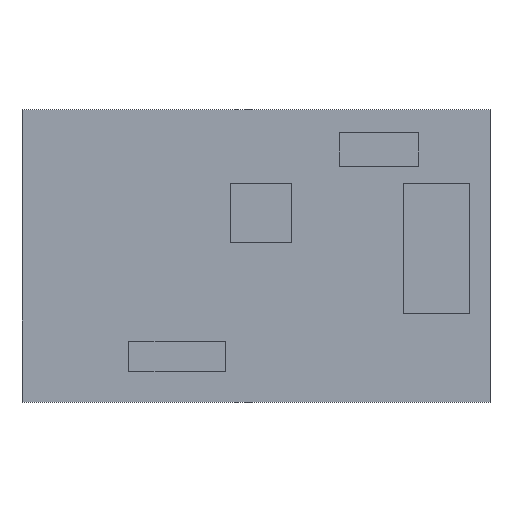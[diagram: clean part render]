
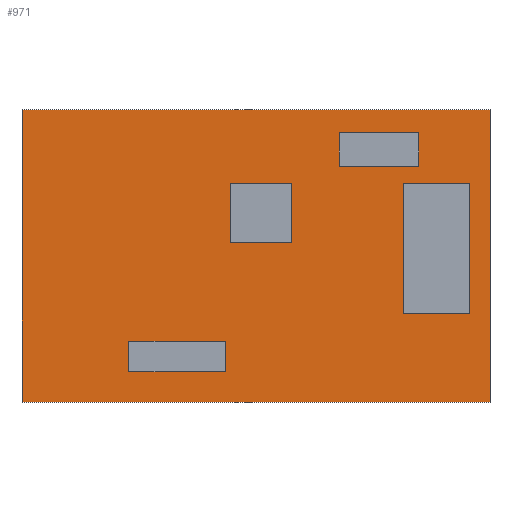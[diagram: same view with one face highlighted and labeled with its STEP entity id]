
A CAD part, top view. The second image highlights one B-rep face of the part: STEP entity #971.
In plain terms, the highlighted planar face has unit normal (0, 0, 1).
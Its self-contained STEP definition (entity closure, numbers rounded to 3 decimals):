
#21=FACE_BOUND('',#125,.T.);
#22=FACE_BOUND('',#126,.T.);
#23=FACE_BOUND('',#127,.T.);
#24=FACE_BOUND('',#128,.T.);
#71=FACE_OUTER_BOUND('',#124,.T.);
#124=EDGE_LOOP('',(#851,#852,#853,#854));
#125=EDGE_LOOP('',(#855,#856,#857,#858));
#126=EDGE_LOOP('',(#859,#860,#861,#862));
#127=EDGE_LOOP('',(#863,#864,#865,#866));
#128=EDGE_LOOP('',(#867,#868,#869,#870));
#199=LINE('',#1391,#331);
#203=LINE('',#1398,#335);
#206=LINE('',#1404,#338);
#208=LINE('',#1407,#340);
#211=LINE('',#1415,#343);
#215=LINE('',#1422,#347);
#218=LINE('',#1428,#350);
#220=LINE('',#1431,#352);
#223=LINE('',#1439,#355);
#227=LINE('',#1446,#359);
#230=LINE('',#1452,#362);
#232=LINE('',#1455,#364);
#235=LINE('',#1463,#367);
#239=LINE('',#1470,#371);
#242=LINE('',#1476,#374);
#244=LINE('',#1479,#376);
#253=LINE('',#1499,#385);
#256=LINE('',#1505,#388);
#259=LINE('',#1511,#391);
#262=LINE('',#1515,#394);
#331=VECTOR('',#1136,10.);
#335=VECTOR('',#1142,10.);
#338=VECTOR('',#1147,10.);
#340=VECTOR('',#1151,10.);
#343=VECTOR('',#1156,10.);
#347=VECTOR('',#1162,10.);
#350=VECTOR('',#1167,10.);
#352=VECTOR('',#1171,10.);
#355=VECTOR('',#1176,10.);
#359=VECTOR('',#1182,10.);
#362=VECTOR('',#1187,10.);
#364=VECTOR('',#1191,10.);
#367=VECTOR('',#1196,10.);
#371=VECTOR('',#1202,10.);
#374=VECTOR('',#1207,10.);
#376=VECTOR('',#1211,10.);
#385=VECTOR('',#1230,10.);
#388=VECTOR('',#1235,10.);
#391=VECTOR('',#1240,10.);
#394=VECTOR('',#1245,10.);
#443=VERTEX_POINT('',#1388);
#444=VERTEX_POINT('',#1390);
#446=VERTEX_POINT('',#1396);
#448=VERTEX_POINT('',#1402);
#451=VERTEX_POINT('',#1412);
#452=VERTEX_POINT('',#1414);
#454=VERTEX_POINT('',#1420);
#456=VERTEX_POINT('',#1426);
#459=VERTEX_POINT('',#1436);
#460=VERTEX_POINT('',#1438);
#462=VERTEX_POINT('',#1444);
#464=VERTEX_POINT('',#1450);
#467=VERTEX_POINT('',#1460);
#468=VERTEX_POINT('',#1462);
#470=VERTEX_POINT('',#1468);
#472=VERTEX_POINT('',#1474);
#477=VERTEX_POINT('',#1496);
#478=VERTEX_POINT('',#1498);
#480=VERTEX_POINT('',#1504);
#482=VERTEX_POINT('',#1510);
#551=EDGE_CURVE('',#444,#443,#199,.T.);
#555=EDGE_CURVE('',#443,#446,#203,.T.);
#558=EDGE_CURVE('',#446,#448,#206,.T.);
#560=EDGE_CURVE('',#448,#444,#208,.T.);
#563=EDGE_CURVE('',#452,#451,#211,.T.);
#567=EDGE_CURVE('',#451,#454,#215,.T.);
#570=EDGE_CURVE('',#454,#456,#218,.T.);
#572=EDGE_CURVE('',#456,#452,#220,.T.);
#575=EDGE_CURVE('',#460,#459,#223,.T.);
#579=EDGE_CURVE('',#459,#462,#227,.T.);
#582=EDGE_CURVE('',#462,#464,#230,.T.);
#584=EDGE_CURVE('',#464,#460,#232,.T.);
#587=EDGE_CURVE('',#468,#467,#235,.T.);
#591=EDGE_CURVE('',#467,#470,#239,.T.);
#594=EDGE_CURVE('',#470,#472,#242,.T.);
#596=EDGE_CURVE('',#472,#468,#244,.T.);
#605=EDGE_CURVE('',#478,#477,#253,.T.);
#608=EDGE_CURVE('',#480,#478,#256,.T.);
#611=EDGE_CURVE('',#482,#480,#259,.T.);
#614=EDGE_CURVE('',#477,#482,#262,.T.);
#851=ORIENTED_EDGE('',*,*,#614,.T.);
#852=ORIENTED_EDGE('',*,*,#611,.T.);
#853=ORIENTED_EDGE('',*,*,#608,.T.);
#854=ORIENTED_EDGE('',*,*,#605,.T.);
#855=ORIENTED_EDGE('',*,*,#551,.T.);
#856=ORIENTED_EDGE('',*,*,#555,.T.);
#857=ORIENTED_EDGE('',*,*,#558,.T.);
#858=ORIENTED_EDGE('',*,*,#560,.T.);
#859=ORIENTED_EDGE('',*,*,#563,.T.);
#860=ORIENTED_EDGE('',*,*,#567,.T.);
#861=ORIENTED_EDGE('',*,*,#570,.T.);
#862=ORIENTED_EDGE('',*,*,#572,.T.);
#863=ORIENTED_EDGE('',*,*,#575,.T.);
#864=ORIENTED_EDGE('',*,*,#579,.T.);
#865=ORIENTED_EDGE('',*,*,#582,.T.);
#866=ORIENTED_EDGE('',*,*,#584,.T.);
#867=ORIENTED_EDGE('',*,*,#587,.T.);
#868=ORIENTED_EDGE('',*,*,#591,.T.);
#869=ORIENTED_EDGE('',*,*,#594,.T.);
#870=ORIENTED_EDGE('',*,*,#596,.T.);
#924=PLANE('',#1020);
#971=ADVANCED_FACE('',(#71,#21,#22,#23,#24),#924,.T.);
#1020=AXIS2_PLACEMENT_3D('',#1516,#1246,#1247);
#1136=DIRECTION('',(1.,0.,0.));
#1142=DIRECTION('',(0.,-1.,0.));
#1147=DIRECTION('',(-1.,0.,0.));
#1151=DIRECTION('',(0.,1.,0.));
#1156=DIRECTION('',(1.,0.,0.));
#1162=DIRECTION('',(0.,-1.,0.));
#1167=DIRECTION('',(-1.,0.,0.));
#1171=DIRECTION('',(0.,1.,0.));
#1176=DIRECTION('',(0.,1.,0.));
#1182=DIRECTION('',(1.,0.,0.));
#1187=DIRECTION('',(0.,-1.,0.));
#1191=DIRECTION('',(-1.,0.,0.));
#1196=DIRECTION('',(0.,1.,0.));
#1202=DIRECTION('',(1.,0.,0.));
#1207=DIRECTION('',(0.,-1.,0.));
#1211=DIRECTION('',(-1.,0.,0.));
#1230=DIRECTION('',(-1.,0.,0.));
#1235=DIRECTION('',(0.,1.,0.));
#1240=DIRECTION('',(1.,0.,0.));
#1245=DIRECTION('',(0.,-1.,0.));
#1246=DIRECTION('center_axis',(0.,0.,1.));
#1247=DIRECTION('ref_axis',(1.,0.,0.));
#1388=CARTESIAN_POINT('',(29.,8.,25.));
#1390=CARTESIAN_POINT('',(10.,8.,25.));
#1391=CARTESIAN_POINT('',(32.,8.,25.));
#1396=CARTESIAN_POINT('',(29.,2.,25.));
#1398=CARTESIAN_POINT('',(29.,13.375,25.));
#1402=CARTESIAN_POINT('',(10.,2.,25.));
#1404=CARTESIAN_POINT('',(22.5,2.,25.));
#1407=CARTESIAN_POINT('',(10.,16.375,25.));
#1412=CARTESIAN_POINT('',(42.044,39.,25.));
#1414=CARTESIAN_POINT('',(30.,39.,25.));
#1415=CARTESIAN_POINT('',(38.522,39.,25.));
#1420=CARTESIAN_POINT('',(42.044,27.389,25.));
#1422=CARTESIAN_POINT('',(42.044,26.07,25.));
#1426=CARTESIAN_POINT('',(30.,27.389,25.));
#1428=CARTESIAN_POINT('',(32.5,27.389,25.));
#1431=CARTESIAN_POINT('',(30.,31.875,25.));
#1436=CARTESIAN_POINT('',(51.379,49.,25.));
#1438=CARTESIAN_POINT('',(51.379,42.35,25.));
#1439=CARTESIAN_POINT('',(51.379,36.875,25.));
#1444=CARTESIAN_POINT('',(67.,49.,25.));
#1446=CARTESIAN_POINT('',(51.,49.,25.));
#1450=CARTESIAN_POINT('',(67.,42.35,25.));
#1452=CARTESIAN_POINT('',(67.,33.55,25.));
#1455=CARTESIAN_POINT('',(43.189,42.35,25.));
#1460=CARTESIAN_POINT('',(64.,39.,25.));
#1462=CARTESIAN_POINT('',(64.,13.345,25.));
#1463=CARTESIAN_POINT('',(64.,31.875,25.));
#1468=CARTESIAN_POINT('',(77.01,39.,25.));
#1470=CARTESIAN_POINT('',(56.005,39.,25.));
#1474=CARTESIAN_POINT('',(77.01,13.345,25.));
#1476=CARTESIAN_POINT('',(77.01,19.047,25.));
#1479=CARTESIAN_POINT('',(49.5,13.345,25.));
#1496=CARTESIAN_POINT('',(-11.,53.5,25.));
#1498=CARTESIAN_POINT('',(81.,53.5,25.));
#1499=CARTESIAN_POINT('',(81.,53.5,25.));
#1504=CARTESIAN_POINT('',(81.,-4.,25.));
#1505=CARTESIAN_POINT('',(81.,-4.,25.));
#1510=CARTESIAN_POINT('',(-11.,-4.,25.));
#1511=CARTESIAN_POINT('',(-11.,-4.,25.));
#1515=CARTESIAN_POINT('',(-11.,53.5,25.));
#1516=CARTESIAN_POINT('Origin',(35.,24.75,25.));
